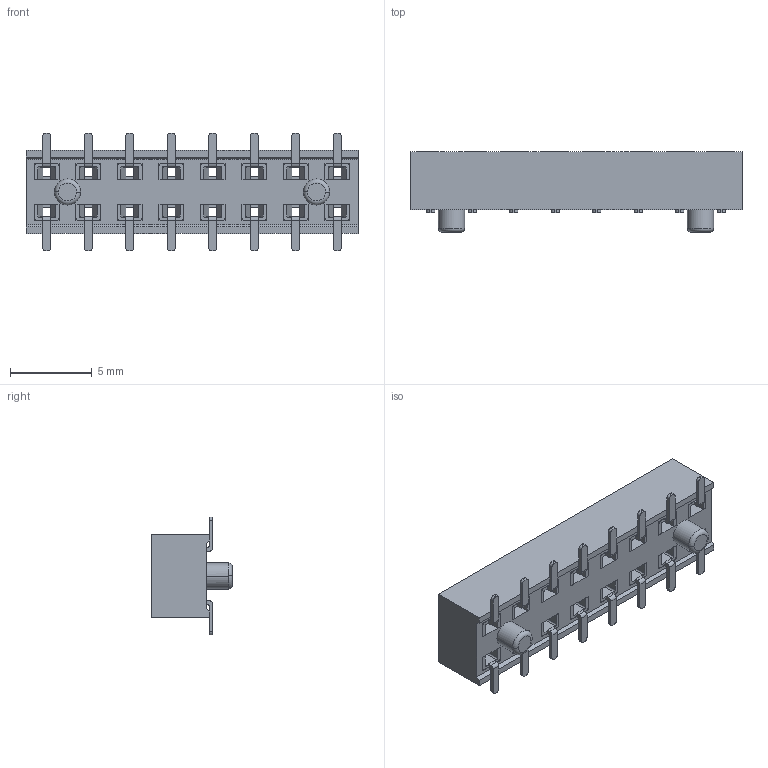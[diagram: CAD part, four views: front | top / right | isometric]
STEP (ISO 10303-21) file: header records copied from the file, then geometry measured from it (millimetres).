
FILE_DESCRIPTION(('STEP AP242'),'1');
FILE_NAME('m20-7810845r.stp','2023-09-20T10:32:28',('TraceParts'),('TraceParts S.A.'),'Spatial InterOp 3D',' ',' ');
FILE_SCHEMA(('AP242_MANAGED_MODEL_BASED_3D_ENGINEERING_MIM_LF {1 0 10303 442 1 1 4}'));
Length unit declared in the file: millimetre
Products named in the file (1): m20-7810845r_1
Bounding box: 20.32 x 4.95 x 7.2 mm (x, y, z)
Volume: 300.5 mm3; surface area: 877 mm2
Topology: 17 solids, 17 shells, 932 faces, 2528 edges, 1648 vertices
Faces by surface type: plane 700, cylinder 228, torus 4
Entity records: 29304 total; most frequent: CARTESIAN_POINT 5125, ORIENTED_EDGE 5056, DIRECTION 4894, EDGE_CURVE 2528, LINE 2060, VECTOR 2060, VERTEX_POINT 1648, AXIS2_PLACEMENT_3D 1417
